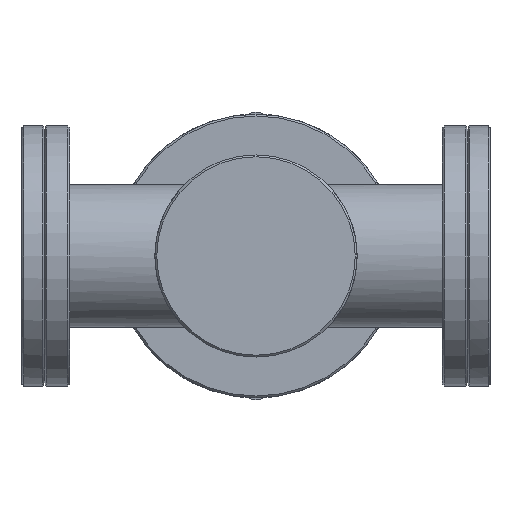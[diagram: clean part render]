
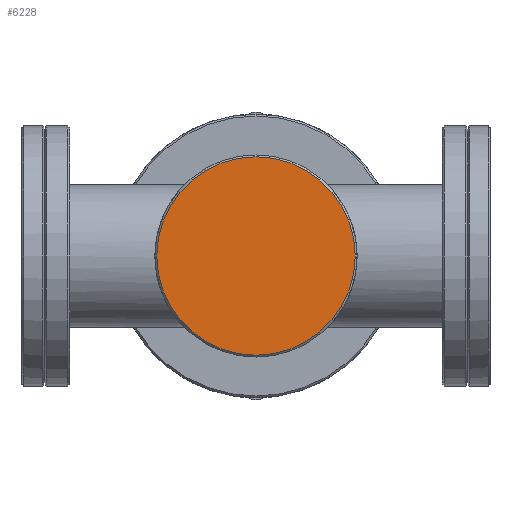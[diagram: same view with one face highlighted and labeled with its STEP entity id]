
A CAD part, front view. The second image highlights one B-rep face of the part: STEP entity #6228.
In plain terms, the highlighted planar face has unit normal (0, -1, 0).
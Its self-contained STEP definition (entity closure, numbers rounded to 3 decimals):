
#425 = DIRECTION ( 'NONE',  ( 0., 1., 0. ) ) ;
#447 = CARTESIAN_POINT ( 'NONE',  ( 0., 0., -26.5 ) ) ;
#1490 = DIRECTION ( 'NONE',  ( 0., 1., 0. ) ) ;
#1581 = DIRECTION ( 'NONE',  ( 0., 0., -1. ) ) ;
#1714 = DIRECTION ( 'NONE',  ( 0., 0., 1. ) ) ;
#2535 = CARTESIAN_POINT ( 'NONE',  ( 0., 0., 26.5 ) ) ;
#2605 = EDGE_CURVE ( 'NONE', #7143, #3106, #6898, .T. ) ;
#2664 = FACE_OUTER_BOUND ( 'NONE', #5926, .T. ) ;
#2692 = AXIS2_PLACEMENT_3D ( 'NONE', #5323, #425, #1714 ) ;
#3096 = EDGE_CURVE ( 'NONE', #3106, #7143, #7639, .T. ) ;
#3106 = VERTEX_POINT ( 'NONE', #447 ) ;
#4356 = ORIENTED_EDGE ( 'NONE', *, *, #2605, .F. ) ;
#5178 = CARTESIAN_POINT ( 'NONE',  ( 0., 0., 0. ) ) ;
#5319 = PLANE ( 'NONE',  #7726 ) ;
#5323 = CARTESIAN_POINT ( 'NONE',  ( 0., 0., 0. ) ) ;
#5481 = AXIS2_PLACEMENT_3D ( 'NONE', #5178, #1490, #5808 ) ;
#5808 = DIRECTION ( 'NONE',  ( 0., 0., 1. ) ) ;
#5926 = EDGE_LOOP ( 'NONE', ( #4356, #6965 ) ) ;
#5950 = DIRECTION ( 'NONE',  ( 0., -1., 0. ) ) ;
#6228 = ADVANCED_FACE ( 'NONE', ( #2664 ), #5319, .T. ) ;
#6898 = CIRCLE ( 'NONE', #5481, 26.5 ) ;
#6965 = ORIENTED_EDGE ( 'NONE', *, *, #3096, .F. ) ;
#7143 = VERTEX_POINT ( 'NONE', #2535 ) ;
#7639 = CIRCLE ( 'NONE', #2692, 26.5 ) ;
#7726 = AXIS2_PLACEMENT_3D ( 'NONE', #7761, #5950, #1581 ) ;
#7761 = CARTESIAN_POINT ( 'NONE',  ( -26.5, 0., 0. ) ) ;
